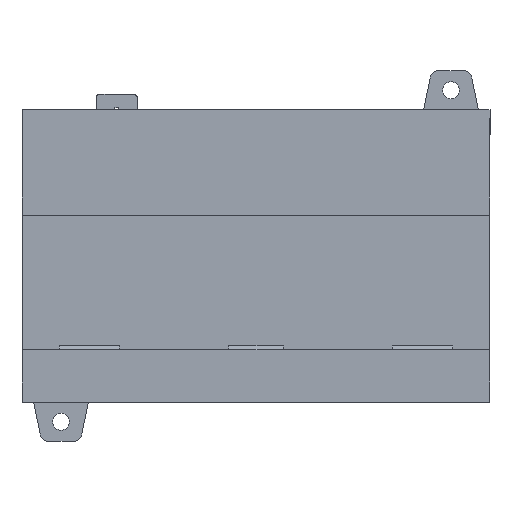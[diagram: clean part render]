
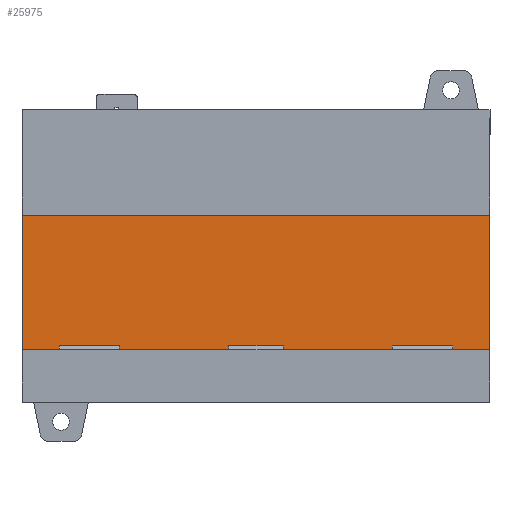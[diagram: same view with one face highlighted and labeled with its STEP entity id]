
A CAD part, front view. The second image highlights one B-rep face of the part: STEP entity #25975.
In plain terms, the highlighted planar face has unit normal (0, -1, 0).
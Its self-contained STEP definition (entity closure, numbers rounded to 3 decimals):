
#8846 = CARTESIAN_POINT ( 'NONE',  ( 96.832, -33.112, 34.332 ) ) ;
#9005 = CARTESIAN_POINT ( 'NONE',  ( 96.832, -33.112, 69.832 ) ) ;
#9058 = DIRECTION ( 'NONE',  ( 0., 0., -1. ) ) ;
#9059 = VECTOR ( 'NONE', #9058, 1000. ) ;
#9060 = CARTESIAN_POINT ( 'NONE',  ( 96.832, -33.112, 59.332 ) ) ;
#9061 = LINE ( 'NONE', #9060, #9059 ) ;
#10016 = CARTESIAN_POINT ( 'NONE',  ( -23.168, -33.112, 69.832 ) ) ;
#10017 = DIRECTION ( 'NONE',  ( 0., 0., -1. ) ) ;
#10018 = VECTOR ( 'NONE', #10017, 1000. ) ;
#10019 = CARTESIAN_POINT ( 'NONE',  ( -23.168, -33.112, 59.332 ) ) ;
#10020 = LINE ( 'NONE', #10019, #10018 ) ;
#10021 = CARTESIAN_POINT ( 'NONE',  ( -23.168, -33.112, 34.332 ) ) ;
#17043 = VERTEX_POINT ( 'NONE', #8846 ) ;
#17127 = EDGE_CURVE ( 'NONE', #19386, #17043, #9061, .T. ) ;
#19386 = VERTEX_POINT ( 'NONE', #9005 ) ;
#20299 = VERTEX_POINT ( 'NONE', #10021 ) ;
#20303 = EDGE_CURVE ( 'NONE', #20306, #20299, #10020, .T. ) ;
#20306 = VERTEX_POINT ( 'NONE', #10016 ) ;
#25169 = DIRECTION ( 'NONE',  ( 1., 0., 0. ) ) ;
#25171 = VECTOR ( 'NONE', #25169, 1000. ) ;
#25173 = CARTESIAN_POINT ( 'NONE',  ( -23.168, -33.112, 34.332 ) ) ;
#25174 = LINE ( 'NONE', #25173, #25171 ) ;
#25180 = DIRECTION ( 'NONE',  ( -1., 0., 0. ) ) ;
#25182 = DIRECTION ( 'NONE',  ( 0., -1., 0. ) ) ;
#25184 = CARTESIAN_POINT ( 'NONE',  ( -23.168, -33.112, 59.332 ) ) ;
#25186 = AXIS2_PLACEMENT_3D ( 'NONE', #25184, #25182, #25180 ) ;
#25194 = PLANE ( 'NONE',  #25186 ) ;
#25262 = FACE_OUTER_BOUND ( 'NONE', #25978, .T. ) ;
#25263 = DIRECTION ( 'NONE',  ( 1., 0., 0. ) ) ;
#25265 = VECTOR ( 'NONE', #25263, 1000. ) ;
#25267 = CARTESIAN_POINT ( 'NONE',  ( -23.168, -33.112, 69.832 ) ) ;
#25268 = LINE ( 'NONE', #25267, #25265 ) ;
#25973 = EDGE_CURVE ( 'NONE', #20306, #19386, #25268, .T. ) ;
#25975 = ADVANCED_FACE ( 'NONE', ( #25262 ), #25194, .T. ) ;
#25978 = EDGE_LOOP ( 'NONE', ( #25979, #25983, #25985, #25987 ) ) ;
#25979 = ORIENTED_EDGE ( 'NONE', *, *, #25980, .T. ) ;
#25980 = EDGE_CURVE ( 'NONE', #20299, #17043, #25174, .T. ) ;
#25983 = ORIENTED_EDGE ( 'NONE', *, *, #17127, .F. ) ;
#25985 = ORIENTED_EDGE ( 'NONE', *, *, #25973, .F. ) ;
#25987 = ORIENTED_EDGE ( 'NONE', *, *, #20303, .T. ) ;
